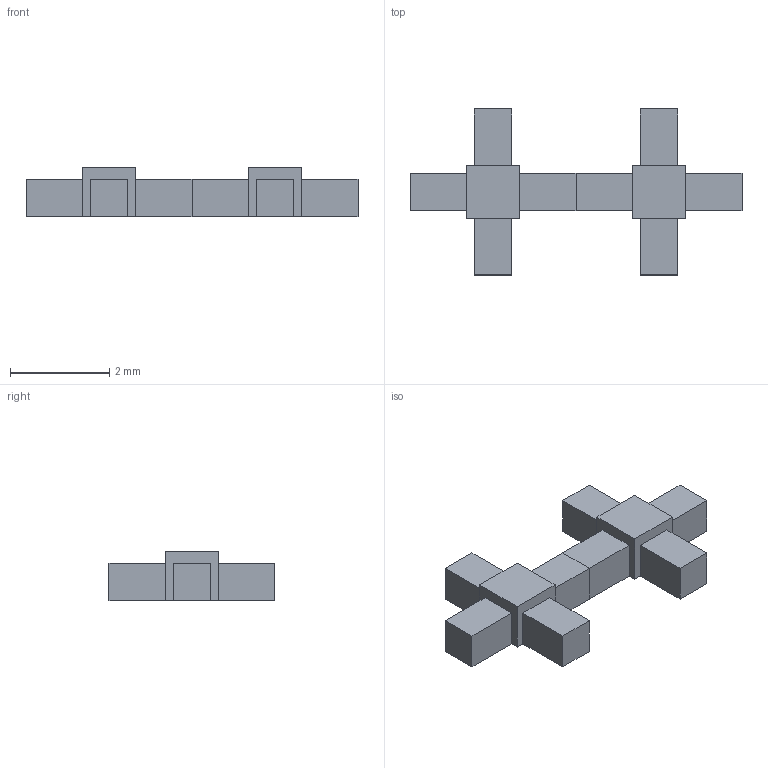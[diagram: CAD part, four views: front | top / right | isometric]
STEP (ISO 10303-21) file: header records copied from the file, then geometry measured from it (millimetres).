
FILE_DESCRIPTION(('FreeCAD Model'),'2;1');
FILE_NAME('PAper Copy Two Ports.step','2016-07-14T14:10:48' ,('Author'),(''),'Open CASCADE STEP processor 6.8','FreeCAD','Unknown' );
FILE_SCHEMA(('AUTOMOTIVE_DESIGN_CC2 { 1 2 10303 214 -1 1 5 4 }'));
Length unit declared in the file: millimetre
Products named in the file (11): ASSEMBLY; Cube; Cube004; Cube003; Cube002; Cube001; Cube007; Cube006; Cube005; Cube009; Cube008
Assembly tree (10 placements, depth 2):
  ASSEMBLY
    Cube
    Cube004
    Cube003
    Cube002
    Cube001
    Cube007
    Cube006
    Cube005
    Cube009
    Cube008
Bounding box: 6.71 x 3.35 x 1 mm (x, y, z)
Volume: 7.6 mm3; surface area: 50.3 mm2
Topology: 10 solids, 10 shells, 60 faces, 120 edges, 80 vertices
Faces by surface type: plane 60
Entity records: 3357 total; most frequent: CARTESIAN_POINT 511, DIRECTION 502, LINE 360, VECTOR 360, ORIENTED_EDGE 240, PCURVE 240, DEFINITIONAL_REPRESENTATION 240, EDGE_CURVE 120
